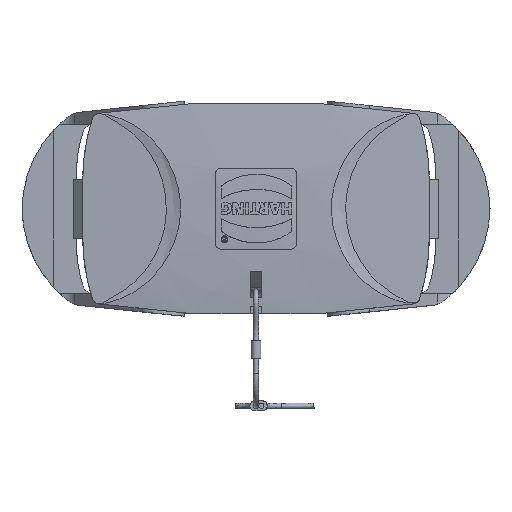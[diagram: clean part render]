
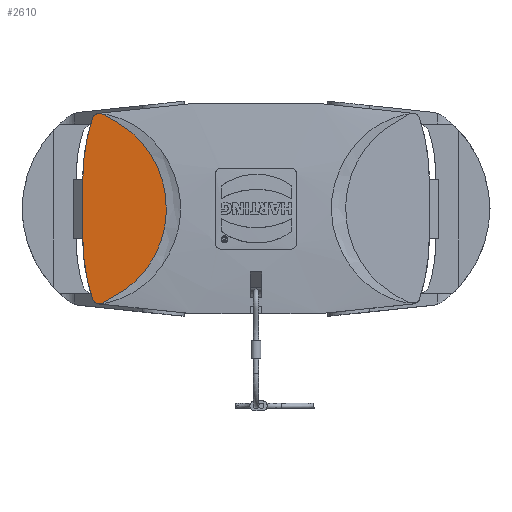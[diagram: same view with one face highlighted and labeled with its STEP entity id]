
A CAD part, top view. The second image highlights one B-rep face of the part: STEP entity #2610.
In plain terms, the highlighted planar face has unit normal (-0.052, 0, 0.999).
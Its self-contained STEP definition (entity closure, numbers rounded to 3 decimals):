
#2397=ELLIPSE('',#10513,2.003,2.);
#2411=ELLIPSE('',#10620,2.003,2.);
#2412=ELLIPSE('',#10622,53.352,53.279);
#2413=ELLIPSE('',#10623,53.352,53.279);
#2610=ADVANCED_FACE('',(#3304),#3009,.T.);
#3009=PLANE('',#10624);
#3304=FACE_OUTER_BOUND('',#3750,.T.);
#3750=EDGE_LOOP('',(#6365,#6366,#6367,#6368,#6369,#6370));
#4311=B_SPLINE_CURVE_WITH_KNOTS('',3,(#18343,#18344,#18345,#18346,#18347,
#18348,#18349,#18350,#18351,#18352,#18353,#18354,#18355,#18356,#18357,#18358,
#18359,#18360,#18361,#18362,#18363,#18364,#18365,#18366,#18367,#18368,#18369,
#18370,#18371,#18372,#18373,#18374,#18375,#18376,#18377,#18378,#18379,#18380,
#18381,#18382,#18383,#18384,#18385,#18386,#18387,#18388,#18389,#18390,#18391,
#18392,#18393,#18394,#18395,#18396,#18397,#18398,#18399,#18400,#18401),
 .UNSPECIFIED.,.F.,.F.,(4,3,2,2,2,2,2,2,2,2,2,2,2,2,2,2,2,2,2,2,2,2,2,2,
2,2,1,3,4),(0.,0.115,0.139,0.151,0.163,
0.188,0.212,0.26,0.284,
0.308,0.356,0.38,0.404,
0.452,0.5,0.548,0.572,
0.596,0.644,0.668,0.692,
0.74,0.788,0.813,0.837,
0.849,0.861,0.885,1.),.UNSPECIFIED.);
#4561=LINE('',#18740,#5157);
#5157=VECTOR('',#11539,1.);
#6365=ORIENTED_EDGE('',*,*,#8849,.T.);
#6366=ORIENTED_EDGE('',*,*,#9172,.T.);
#6367=ORIENTED_EDGE('',*,*,#9169,.T.);
#6368=ORIENTED_EDGE('',*,*,#9173,.T.);
#6369=ORIENTED_EDGE('',*,*,#9174,.T.);
#6370=ORIENTED_EDGE('',*,*,#9175,.T.);
#8043=VERTEX_POINT('',#13179);
#8077=VERTEX_POINT('',#15890);
#8290=VERTEX_POINT('',#18334);
#8291=VERTEX_POINT('',#18336);
#8292=VERTEX_POINT('',#18739);
#8293=VERTEX_POINT('',#18741);
#8849=EDGE_CURVE('',#8077,#8043,#2397,.T.);
#9169=EDGE_CURVE('',#8291,#8290,#2411,.T.);
#9172=EDGE_CURVE('',#8043,#8291,#4311,.T.);
#9173=EDGE_CURVE('',#8290,#8292,#2412,.T.);
#9174=EDGE_CURVE('',#8292,#8293,#4561,.T.);
#9175=EDGE_CURVE('',#8293,#8077,#2413,.T.);
#10513=AXIS2_PLACEMENT_3D('',#15889,#11194,#11195);
#10620=AXIS2_PLACEMENT_3D('',#18335,#11532,#11533);
#10622=AXIS2_PLACEMENT_3D('',#18738,#11537,#11538);
#10623=AXIS2_PLACEMENT_3D('',#18742,#11540,#11541);
#10624=AXIS2_PLACEMENT_3D('',#18743,#11542,#11543);
#11194=DIRECTION('',(-0.052,0.,0.999));
#11195=DIRECTION('',(-0.999,0.,-0.052));
#11532=DIRECTION('',(-0.052,0.,0.999));
#11533=DIRECTION('',(-0.999,0.,-0.052));
#11537=DIRECTION('',(-0.052,0.,0.999));
#11538=DIRECTION('',(-0.999,0.,-0.052));
#11539=DIRECTION('',(0.,-1.,0.));
#11540=DIRECTION('',(-0.052,0.,0.999));
#11541=DIRECTION('',(-0.999,0.,-0.052));
#11542=DIRECTION('',(-0.052,0.,0.999));
#11543=DIRECTION('',(-0.999,0.,-0.052));
#13179=CARTESIAN_POINT('',(-41.618,-25.666,28.083));
#15889=CARTESIAN_POINT('',(-42.484,-23.863,28.038));
#15890=CARTESIAN_POINT('',(-44.386,-24.482,27.938));
#18334=CARTESIAN_POINT('',(-44.386,24.482,27.938));
#18335=CARTESIAN_POINT('',(-42.484,23.863,28.038));
#18336=CARTESIAN_POINT('',(-41.84,25.756,28.072));
#18343=CARTESIAN_POINT('',(-49.951,-30.21,27.647));
#18344=CARTESIAN_POINT('',(-47.087,-28.637,27.797));
#18345=CARTESIAN_POINT('',(-44.223,-27.065,27.947));
#18346=CARTESIAN_POINT('',(-41.359,-25.492,28.097));
#18347=CARTESIAN_POINT('',(-40.762,-25.165,28.128));
#18348=CARTESIAN_POINT('',(-40.166,-24.836,28.159));
#18349=CARTESIAN_POINT('',(-39.274,-24.341,28.206));
#18350=CARTESIAN_POINT('',(-38.976,-24.175,28.222));
#18351=CARTESIAN_POINT('',(-38.382,-23.843,28.253));
#18352=CARTESIAN_POINT('',(-38.084,-23.679,28.268));
#18353=CARTESIAN_POINT('',(-37.2,-23.168,28.315));
#18354=CARTESIAN_POINT('',(-36.623,-22.804,28.345));
#18355=CARTESIAN_POINT('',(-35.507,-22.041,28.403));
#18356=CARTESIAN_POINT('',(-34.966,-21.639,28.432));
#18357=CARTESIAN_POINT('',(-33.392,-20.379,28.514));
#18358=CARTESIAN_POINT('',(-32.409,-19.462,28.566));
#18359=CARTESIAN_POINT('',(-31.037,-17.972,28.638));
#18360=CARTESIAN_POINT('',(-30.595,-17.454,28.661));
#18361=CARTESIAN_POINT('',(-29.751,-16.387,28.705));
#18362=CARTESIAN_POINT('',(-29.353,-15.84,28.726));
#18363=CARTESIAN_POINT('',(-28.223,-14.163,28.785));
#18364=CARTESIAN_POINT('',(-27.558,-12.996,28.82));
#18365=CARTESIAN_POINT('',(-26.691,-11.172,28.865));
#18366=CARTESIAN_POINT('',(-26.424,-10.552,28.879));
#18367=CARTESIAN_POINT('',(-25.935,-9.287,28.905));
#18368=CARTESIAN_POINT('',(-25.712,-8.64,28.917));
#18369=CARTESIAN_POINT('',(-25.122,-6.696,28.948));
#18370=CARTESIAN_POINT('',(-24.828,-5.382,28.963));
#18371=CARTESIAN_POINT('',(-24.433,-2.723,28.984));
#18372=CARTESIAN_POINT('',(-24.331,-1.377,28.989));
#18373=CARTESIAN_POINT('',(-24.33,1.35,28.989));
#18374=CARTESIAN_POINT('',(-24.43,2.701,28.984));
#18375=CARTESIAN_POINT('',(-24.727,4.709,28.968));
#18376=CARTESIAN_POINT('',(-24.851,5.376,28.962));
#18377=CARTESIAN_POINT('',(-25.149,6.702,28.946));
#18378=CARTESIAN_POINT('',(-25.324,7.362,28.937));
#18379=CARTESIAN_POINT('',(-25.914,9.305,28.906));
#18380=CARTESIAN_POINT('',(-26.401,10.56,28.881));
#18381=CARTESIAN_POINT('',(-27.266,12.382,28.835));
#18382=CARTESIAN_POINT('',(-27.577,12.979,28.819));
#18383=CARTESIAN_POINT('',(-28.246,14.153,28.784));
#18384=CARTESIAN_POINT('',(-28.605,14.731,28.765));
#18385=CARTESIAN_POINT('',(-29.747,16.423,28.705));
#18386=CARTESIAN_POINT('',(-30.583,17.48,28.662));
#18387=CARTESIAN_POINT('',(-32.403,19.456,28.566));
#18388=CARTESIAN_POINT('',(-33.386,20.375,28.515));
#18389=CARTESIAN_POINT('',(-34.975,21.647,28.431));
#18390=CARTESIAN_POINT('',(-35.524,22.053,28.403));
#18391=CARTESIAN_POINT('',(-36.644,22.818,28.344));
#18392=CARTESIAN_POINT('',(-37.218,23.179,28.314));
#18393=CARTESIAN_POINT('',(-38.098,23.687,28.268));
#18394=CARTESIAN_POINT('',(-38.395,23.85,28.252));
#18395=CARTESIAN_POINT('',(-38.986,24.181,28.221));
#18396=CARTESIAN_POINT('',(-39.875,24.675,28.175));
#18397=CARTESIAN_POINT('',(-40.765,25.166,28.128));
#18398=CARTESIAN_POINT('',(-41.359,25.492,28.097));
#18399=CARTESIAN_POINT('',(-44.211,27.058,27.947));
#18400=CARTESIAN_POINT('',(-47.063,28.624,27.798));
#18401=CARTESIAN_POINT('',(-49.915,30.19,27.648));
#18738=CARTESIAN_POINT('',(6.279,7.999,30.593));
#18739=CARTESIAN_POINT('',(-47.,8.,27.801));
#18740=CARTESIAN_POINT('',(-47.,28.042,27.801));
#18741=CARTESIAN_POINT('',(-47.,-8.,27.801));
#18742=CARTESIAN_POINT('',(6.279,-7.999,30.593));
#18743=CARTESIAN_POINT('',(-23.221,28.042,29.047));
